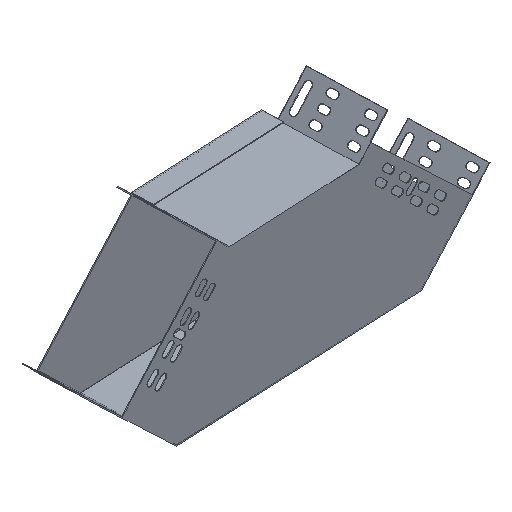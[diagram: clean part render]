
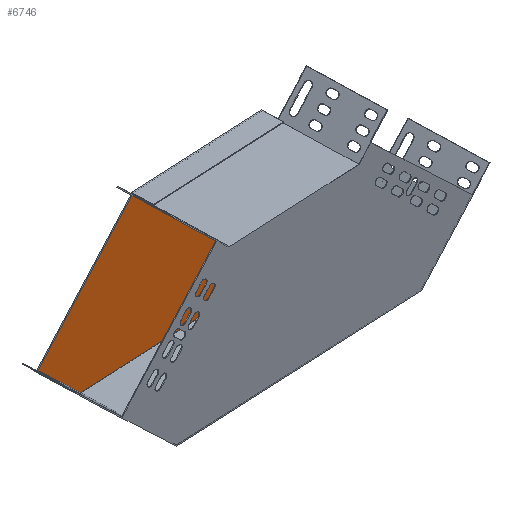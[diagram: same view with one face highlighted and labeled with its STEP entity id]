
A CAD part, isometric view. The second image highlights one B-rep face of the part: STEP entity #6746.
In plain terms, the highlighted planar face has unit normal (0.022, -1, 0.006).
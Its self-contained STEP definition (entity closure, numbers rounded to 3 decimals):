
#32 = VECTOR ( 'NONE', #1063, 1000. ) ;
#101 = ORIENTED_EDGE ( 'NONE', *, *, #5233, .F. ) ;
#106 = ORIENTED_EDGE ( 'NONE', *, *, #5304, .F. ) ;
#222 = VECTOR ( 'NONE', #1707, 1000. ) ;
#393 = CARTESIAN_POINT ( 'NONE',  ( 1.652, 108.11, 77.047 ) ) ;
#396 = DIRECTION ( 'NONE',  ( 0.027, -0.006, -1. ) ) ;
#420 = DIRECTION ( 'NONE',  ( -0.687, -0.02, -0.726 ) ) ;
#468 = VERTEX_POINT ( 'NONE', #6420 ) ;
#509 = VECTOR ( 'NONE', #7445, 1000. ) ;
#523 = CARTESIAN_POINT ( 'NONE',  ( -249.292, 103.282, 177.072 ) ) ;
#787 = CARTESIAN_POINT ( 'NONE',  ( -249.292, 103.282, 177.072 ) ) ;
#1009 = LINE ( 'NONE', #393, #4286 ) ;
#1063 = DIRECTION ( 'NONE',  ( 0.999, 0.022, 0.027 ) ) ;
#1199 = AXIS2_PLACEMENT_3D ( 'NONE', #6013, #2920, #7293 ) ;
#1219 = VECTOR ( 'NONE', #7887, 1000. ) ;
#1572 = VERTEX_POINT ( 'NONE', #6889 ) ;
#1689 = CARTESIAN_POINT ( 'NONE',  ( -41.334, 106.881, 31.142 ) ) ;
#1707 = DIRECTION ( 'NONE',  ( 0.726, 0.011, -0.688 ) ) ;
#1721 = LINE ( 'NONE', #4757, #222 ) ;
#1796 = CARTESIAN_POINT ( 'NONE',  ( -107.956, 106.385, 180.894 ) ) ;
#1833 = FACE_OUTER_BOUND ( 'NONE', #3311, .T. ) ;
#2302 = PLANE ( 'NONE',  #1199 ) ;
#2317 = CARTESIAN_POINT ( 'NONE',  ( -249.306, 103.285, 177.572 ) ) ;
#2409 = CARTESIAN_POINT ( 'NONE',  ( -307.686, 101.034, 23.94 ) ) ;
#2770 = ORIENTED_EDGE ( 'NONE', *, *, #5206, .T. ) ;
#2920 = DIRECTION ( 'NONE',  ( 0.022, -1., 0.006 ) ) ;
#2936 = DIRECTION ( 'NONE',  ( -0.999, -0.022, -0.027 ) ) ;
#3049 = ORIENTED_EDGE ( 'NONE', *, *, #5236, .T. ) ;
#3311 = EDGE_LOOP ( 'NONE', ( #5156, #3874, #4264, #3049, #101, #6974, #106, #3790, #2770, #6279 ) ) ;
#3347 = LINE ( 'NONE', #4125, #6692 ) ;
#3757 = VERTEX_POINT ( 'NONE', #6736 ) ;
#3790 = ORIENTED_EDGE ( 'NONE', *, *, #5210, .F. ) ;
#3851 = VERTEX_POINT ( 'NONE', #7392 ) ;
#3874 = ORIENTED_EDGE ( 'NONE', *, *, #7459, .F. ) ;
#4091 = DIRECTION ( 'NONE',  ( 0.027, -0.006, -1. ) ) ;
#4125 = CARTESIAN_POINT ( 'NONE',  ( 1.665, 108.107, 76.547 ) ) ;
#4264 = ORIENTED_EDGE ( 'NONE', *, *, #5248, .T. ) ;
#4286 = VECTOR ( 'NONE', #4091, 1000. ) ;
#4607 = CARTESIAN_POINT ( 'NONE',  ( -107.97, 106.388, 181.393 ) ) ;
#4679 = LINE ( 'NONE', #4736, #6391 ) ;
#4736 = CARTESIAN_POINT ( 'NONE',  ( -249.306, 103.285, 177.572 ) ) ;
#4757 = CARTESIAN_POINT ( 'NONE',  ( -353.087, 100.319, 66.955 ) ) ;
#4952 = CARTESIAN_POINT ( 'NONE',  ( 1.652, 108.11, 77.047 ) ) ;
#4973 = LINE ( 'NONE', #1689, #32 ) ;
#5021 = VERTEX_POINT ( 'NONE', #787 ) ;
#5156 = ORIENTED_EDGE ( 'NONE', *, *, #5315, .F. ) ;
#5194 = EDGE_CURVE ( 'NONE', #7975, #5021, #4679, .T. ) ;
#5206 = EDGE_CURVE ( 'NONE', #6037, #7975, #7653, .T. ) ;
#5210 = EDGE_CURVE ( 'NONE', #6037, #1572, #7821, .T. ) ;
#5222 = EDGE_CURVE ( 'NONE', #7046, #3757, #1009, .T. ) ;
#5233 = EDGE_CURVE ( 'NONE', #3757, #5723, #3347, .T. ) ;
#5236 = EDGE_CURVE ( 'NONE', #7606, #5723, #4973, .T. ) ;
#5248 = EDGE_CURVE ( 'NONE', #468, #7606, #1721, .T. ) ;
#5279 = LINE ( 'NONE', #523, #509 ) ;
#5304 = EDGE_CURVE ( 'NONE', #1572, #7046, #7191, .T. ) ;
#5315 = EDGE_CURVE ( 'NONE', #3851, #5021, #5279, .T. ) ;
#5321 = CARTESIAN_POINT ( 'NONE',  ( -41.334, 106.881, 31.142 ) ) ;
#5419 = CARTESIAN_POINT ( 'NONE',  ( -353.087, 100.319, 66.955 ) ) ;
#5515 = DIRECTION ( 'NONE',  ( 0.726, 0.011, -0.688 ) ) ;
#5723 = VERTEX_POINT ( 'NONE', #5321 ) ;
#5990 = VECTOR ( 'NONE', #2936, 1000. ) ;
#6013 = CARTESIAN_POINT ( 'NONE',  ( 1.652, 108.11, 77.047 ) ) ;
#6032 = CARTESIAN_POINT ( 'NONE',  ( -107.97, 106.388, 181.393 ) ) ;
#6037 = VERTEX_POINT ( 'NONE', #4607 ) ;
#6074 = DIRECTION ( 'NONE',  ( -0.027, 0.006, 1. ) ) ;
#6279 = ORIENTED_EDGE ( 'NONE', *, *, #5194, .T. ) ;
#6391 = VECTOR ( 'NONE', #396, 1000. ) ;
#6393 = VECTOR ( 'NONE', #6074, 1000. ) ;
#6420 = CARTESIAN_POINT ( 'NONE',  ( -353.087, 100.319, 66.955 ) ) ;
#6595 = LINE ( 'NONE', #5419, #6393 ) ;
#6692 = VECTOR ( 'NONE', #420, 1000. ) ;
#6736 = CARTESIAN_POINT ( 'NONE',  ( 1.665, 108.107, 76.547 ) ) ;
#6746 = ADVANCED_FACE ( 'NONE', ( #1833 ), #2302, .T. ) ;
#6889 = CARTESIAN_POINT ( 'NONE',  ( -107.956, 106.385, 180.894 ) ) ;
#6974 = ORIENTED_EDGE ( 'NONE', *, *, #5222, .F. ) ;
#6995 = VECTOR ( 'NONE', #5515, 1000. ) ;
#7046 = VERTEX_POINT ( 'NONE', #4952 ) ;
#7191 = LINE ( 'NONE', #1796, #6995 ) ;
#7293 = DIRECTION ( 'NONE',  ( 0.027, -0.006, -1. ) ) ;
#7392 = CARTESIAN_POINT ( 'NONE',  ( -353.101, 100.322, 67.455 ) ) ;
#7445 = DIRECTION ( 'NONE',  ( 0.687, 0.02, 0.726 ) ) ;
#7459 = EDGE_CURVE ( 'NONE', #468, #3851, #6595, .T. ) ;
#7601 = CARTESIAN_POINT ( 'NONE',  ( -249.306, 103.285, 177.572 ) ) ;
#7606 = VERTEX_POINT ( 'NONE', #2409 ) ;
#7653 = LINE ( 'NONE', #2317, #5990 ) ;
#7821 = LINE ( 'NONE', #6032, #1219 ) ;
#7887 = DIRECTION ( 'NONE',  ( 0.027, -0.006, -1. ) ) ;
#7975 = VERTEX_POINT ( 'NONE', #7601 ) ;
